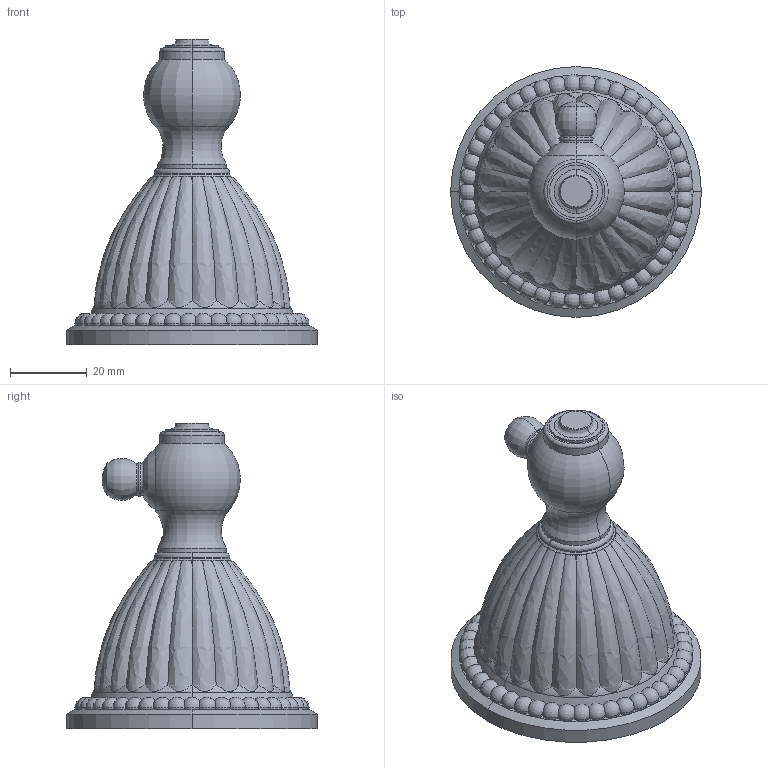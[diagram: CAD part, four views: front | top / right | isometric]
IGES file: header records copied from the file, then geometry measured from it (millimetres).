
Start section:  PTC IGES file: 22-12.igs
Global section: file name: 22-12.igs; native system: Pro/ENGINEER by Parametric Technology Corporation; preprocessor: 2009300; author: ramkumar; organization: Unknown; date: 20100819.171635; units: inch
Bounding box: 65.28 x 65.28 x 79.63 mm (x, y, z)
Surface area: 17713.2 mm2 (no closed solid volume)
Topology: 0 solids, 7 shells, 201 faces, 655 edges, 368 vertices
Faces by surface type: revolution 140, bspline 61
